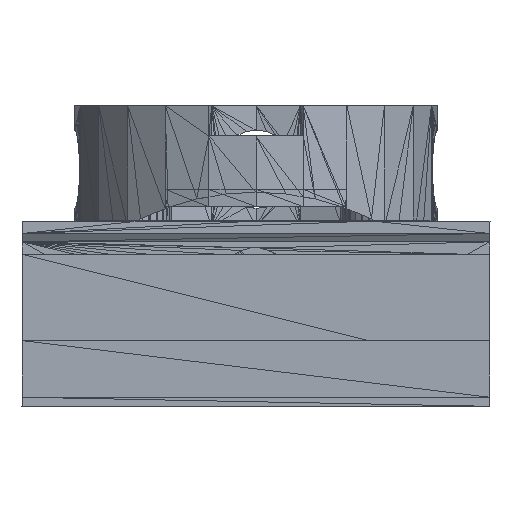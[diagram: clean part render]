
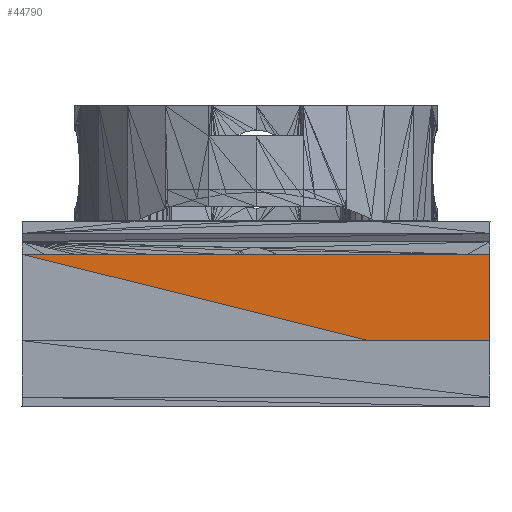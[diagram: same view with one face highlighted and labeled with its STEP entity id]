
A CAD part, left-side view. The second image highlights one B-rep face of the part: STEP entity #44790.
In plain terms, the highlighted face is planar.
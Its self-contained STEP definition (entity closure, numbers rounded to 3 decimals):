
#44790 = ADVANCED_FACE('',(#44791),#44805,.F.);
#44791 = FACE_BOUND('',#44792,.F.);
#44792 = EDGE_LOOP('',(#44793,#44828,#44856));
#44793 = ORIENTED_EDGE('',*,*,#44794,.T.);
#44794 = EDGE_CURVE('',#44795,#44797,#44799,.T.);
#44795 = VERTEX_POINT('',#44796);
#44796 = CARTESIAN_POINT('',(-155.559,0.015,
    -29.487));
#44797 = VERTEX_POINT('',#44798);
#44798 = CARTESIAN_POINT('',(-155.547,-77.251,
    -48.721));
#44799 = SURFACE_CURVE('',#44800,(#44804,#44816),.PCURVE_S1.);
#44800 = LINE('',#44801,#44802);
#44801 = CARTESIAN_POINT('',(-155.559,0.015,
    -29.487));
#44802 = VECTOR('',#44803,1.);
#44803 = DIRECTION('',(0.,-0.97,-0.242
    ));
#44804 = PCURVE('',#44805,#44810);
#44805 = PLANE('',#44806);
#44806 = AXIS2_PLACEMENT_3D('',#44807,#44808,#44809);
#44807 = CARTESIAN_POINT('',(-155.556,-42.837,
    -34.885));
#44808 = DIRECTION('',(-1.,0.,
    -0.001));
#44809 = DIRECTION('',(0.001,0.,
    -1.));
#44810 = DEFINITIONAL_REPRESENTATION('',(#44811),#44815);
#44811 = LINE('',#44812,#44813);
#44812 = CARTESIAN_POINT('',(-5.398,-42.852));
#44813 = VECTOR('',#44814,1.);
#44814 = DIRECTION('',(0.242,0.97));
#44815 = ( GEOMETRIC_REPRESENTATION_CONTEXT(2) 
PARAMETRIC_REPRESENTATION_CONTEXT() REPRESENTATION_CONTEXT('2D SPACE',''
  ) );
#44816 = PCURVE('',#44817,#44822);
#44817 = PLANE('',#44818);
#44818 = AXIS2_PLACEMENT_3D('',#44819,#44820,#44821);
#44819 = CARTESIAN_POINT('',(-155.551,-34.399,
    -43.323));
#44820 = DIRECTION('',(-1.,0.,
    -0.001));
#44821 = DIRECTION('',(0.001,0.,-1.));
#44822 = DEFINITIONAL_REPRESENTATION('',(#44823),#44827);
#44823 = LINE('',#44824,#44825);
#44824 = CARTESIAN_POINT('',(-13.836,-34.414));
#44825 = VECTOR('',#44826,1.);
#44826 = DIRECTION('',(0.242,0.97));
#44827 = ( GEOMETRIC_REPRESENTATION_CONTEXT(2) 
PARAMETRIC_REPRESENTATION_CONTEXT() REPRESENTATION_CONTEXT('2D SPACE',''
  ) );
#44828 = ORIENTED_EDGE('',*,*,#44829,.T.);
#44829 = EDGE_CURVE('',#44797,#44830,#44832,.T.);
#44830 = VERTEX_POINT('',#44831);
#44831 = CARTESIAN_POINT('',(-155.559,-77.251,
    -29.487));
#44832 = SURFACE_CURVE('',#44833,(#44837,#44844),.PCURVE_S1.);
#44833 = LINE('',#44834,#44835);
#44834 = CARTESIAN_POINT('',(-155.547,-77.251,
    -48.721));
#44835 = VECTOR('',#44836,1.);
#44836 = DIRECTION('',(-0.001,0.,
    1.));
#44837 = PCURVE('',#44805,#44838);
#44838 = DEFINITIONAL_REPRESENTATION('',(#44839),#44843);
#44839 = LINE('',#44840,#44841);
#44840 = CARTESIAN_POINT('',(13.836,34.414));
#44841 = VECTOR('',#44842,1.);
#44842 = DIRECTION('',(-1.,0.));
#44843 = ( GEOMETRIC_REPRESENTATION_CONTEXT(2) 
PARAMETRIC_REPRESENTATION_CONTEXT() REPRESENTATION_CONTEXT('2D SPACE',''
  ) );
#44844 = PCURVE('',#44845,#44850);
#44845 = PLANE('',#44846);
#44846 = AXIS2_PLACEMENT_3D('',#44847,#44848,#44849);
#44847 = CARTESIAN_POINT('',(-131.736,-77.252,
    -40.75));
#44848 = DIRECTION('',(0.,-1.,
    0.));
#44849 = DIRECTION('',(-1.,0.,0.));
#44850 = DEFINITIONAL_REPRESENTATION('',(#44851),#44855);
#44851 = LINE('',#44852,#44853);
#44852 = CARTESIAN_POINT('',(23.812,7.971));
#44853 = VECTOR('',#44854,1.);
#44854 = DIRECTION('',(0.001,-1.));
#44855 = ( GEOMETRIC_REPRESENTATION_CONTEXT(2) 
PARAMETRIC_REPRESENTATION_CONTEXT() REPRESENTATION_CONTEXT('2D SPACE',''
  ) );
#44856 = ORIENTED_EDGE('',*,*,#44857,.T.);
#44857 = EDGE_CURVE('',#44830,#44795,#44858,.T.);
#44858 = SURFACE_CURVE('',#44859,(#44863,#44870),.PCURVE_S1.);
#44859 = LINE('',#44860,#44861);
#44860 = CARTESIAN_POINT('',(-155.559,-77.251,
    -29.487));
#44861 = VECTOR('',#44862,1.);
#44862 = DIRECTION('',(0.,1.,
    0.));
#44863 = PCURVE('',#44805,#44864);
#44864 = DEFINITIONAL_REPRESENTATION('',(#44865),#44869);
#44865 = LINE('',#44866,#44867);
#44866 = CARTESIAN_POINT('',(-5.398,34.414));
#44867 = VECTOR('',#44868,1.);
#44868 = DIRECTION('',(0.,-1.));
#44869 = ( GEOMETRIC_REPRESENTATION_CONTEXT(2) 
PARAMETRIC_REPRESENTATION_CONTEXT() REPRESENTATION_CONTEXT('2D SPACE',''
  ) );
#44870 = PCURVE('',#44871,#44876);
#44871 = PLANE('',#44872);
#44872 = AXIS2_PLACEMENT_3D('',#44873,#44874,#44875);
#44873 = CARTESIAN_POINT('',(-154.473,-38.163,
    -29.489));
#44874 = DIRECTION('',(0.002,0.,
    1.));
#44875 = DIRECTION('',(1.,0.,-0.002));
#44876 = DEFINITIONAL_REPRESENTATION('',(#44877),#44881);
#44877 = LINE('',#44878,#44879);
#44878 = CARTESIAN_POINT('',(-1.086,-39.088));
#44879 = VECTOR('',#44880,1.);
#44880 = DIRECTION('',(0.,1.));
#44881 = ( GEOMETRIC_REPRESENTATION_CONTEXT(2) 
PARAMETRIC_REPRESENTATION_CONTEXT() REPRESENTATION_CONTEXT('2D SPACE',''
  ) );
